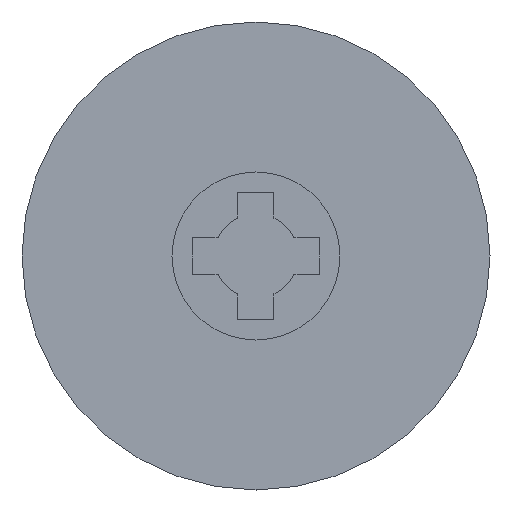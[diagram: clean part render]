
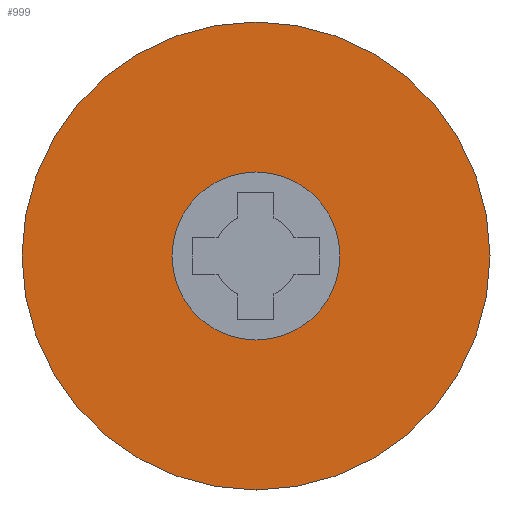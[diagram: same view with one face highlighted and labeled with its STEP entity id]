
A CAD part, front view. The second image highlights one B-rep face of the part: STEP entity #999.
In plain terms, the highlighted planar face has unit normal (0, -1, 0).
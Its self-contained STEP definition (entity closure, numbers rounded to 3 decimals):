
#11 = CARTESIAN_POINT ( 'NONE',  ( 0., 0., 0. ) ) ;
#49 = DIRECTION ( 'NONE',  ( 0., 1., 0. ) ) ;
#108 = CIRCLE ( 'NONE', #713, 7. ) ;
#140 = EDGE_LOOP ( 'NONE', ( #714, #514 ) ) ;
#239 = EDGE_LOOP ( 'NONE', ( #306, #988 ) ) ;
#258 = DIRECTION ( 'NONE',  ( 0., -1., 0. ) ) ;
#293 = VERTEX_POINT ( 'NONE', #1051 ) ;
#294 = CARTESIAN_POINT ( 'NONE',  ( 0., 0., 0. ) ) ;
#306 = ORIENTED_EDGE ( 'NONE', *, *, #742, .F. ) ;
#307 = CARTESIAN_POINT ( 'NONE',  ( 0., 0., 0. ) ) ;
#337 = DIRECTION ( 'NONE',  ( 0., 1., 0. ) ) ;
#367 = CARTESIAN_POINT ( 'NONE',  ( 0., 0., 0. ) ) ;
#369 = DIRECTION ( 'NONE',  ( -1., 0., 0. ) ) ;
#405 = CIRCLE ( 'NONE', #479, 19.5 ) ;
#449 = CARTESIAN_POINT ( 'NONE',  ( 19.5, 0., 0. ) ) ;
#465 = DIRECTION ( 'NONE',  ( -1., 0., 0. ) ) ;
#477 = EDGE_CURVE ( 'NONE', #293, #566, #108, .T. ) ;
#478 = EDGE_CURVE ( 'NONE', #1055, #1048, #405, .T. ) ;
#479 = AXIS2_PLACEMENT_3D ( 'NONE', #307, #49, #866 ) ;
#498 = AXIS2_PLACEMENT_3D ( 'NONE', #1007, #258, #587 ) ;
#514 = ORIENTED_EDGE ( 'NONE', *, *, #905, .F. ) ;
#566 = VERTEX_POINT ( 'NONE', #643 ) ;
#587 = DIRECTION ( 'NONE',  ( 1., 0., 0. ) ) ;
#620 = DIRECTION ( 'NONE',  ( 1., 0., 0. ) ) ;
#621 = CARTESIAN_POINT ( 'NONE',  ( -19.5, 0., 0. ) ) ;
#643 = CARTESIAN_POINT ( 'NONE',  ( -7., 0., 0. ) ) ;
#713 = AXIS2_PLACEMENT_3D ( 'NONE', #367, #715, #620 ) ;
#714 = ORIENTED_EDGE ( 'NONE', *, *, #478, .F. ) ;
#715 = DIRECTION ( 'NONE',  ( 0., -1., 0. ) ) ;
#736 = CIRCLE ( 'NONE', #498, 7. ) ;
#742 = EDGE_CURVE ( 'NONE', #566, #293, #736, .T. ) ;
#745 = FACE_OUTER_BOUND ( 'NONE', #140, .T. ) ;
#760 = FACE_BOUND ( 'NONE', #239, .T. ) ;
#793 = AXIS2_PLACEMENT_3D ( 'NONE', #11, #337, #369 ) ;
#829 = PLANE ( 'NONE',  #793 ) ;
#865 = DIRECTION ( 'NONE',  ( 0., 1., 0. ) ) ;
#866 = DIRECTION ( 'NONE',  ( -1., 0., 0. ) ) ;
#882 = AXIS2_PLACEMENT_3D ( 'NONE', #294, #865, #465 ) ;
#905 = EDGE_CURVE ( 'NONE', #1048, #1055, #1032, .T. ) ;
#988 = ORIENTED_EDGE ( 'NONE', *, *, #477, .F. ) ;
#999 = ADVANCED_FACE ( 'NONE', ( #760, #745 ), #829, .F. ) ;
#1007 = CARTESIAN_POINT ( 'NONE',  ( 0., 0., 0. ) ) ;
#1032 = CIRCLE ( 'NONE', #882, 19.5 ) ;
#1048 = VERTEX_POINT ( 'NONE', #449 ) ;
#1051 = CARTESIAN_POINT ( 'NONE',  ( 7., 0., 0. ) ) ;
#1055 = VERTEX_POINT ( 'NONE', #621 ) ;
